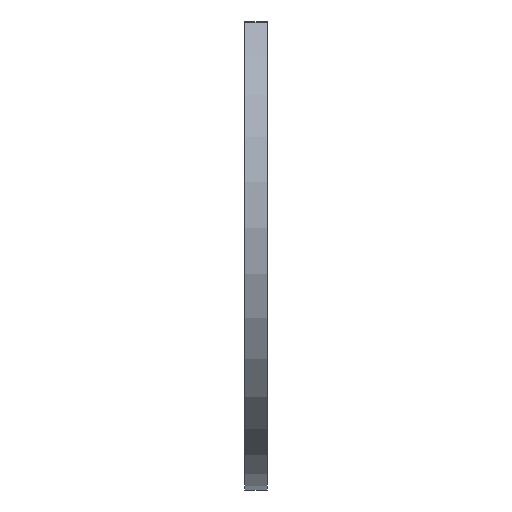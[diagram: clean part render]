
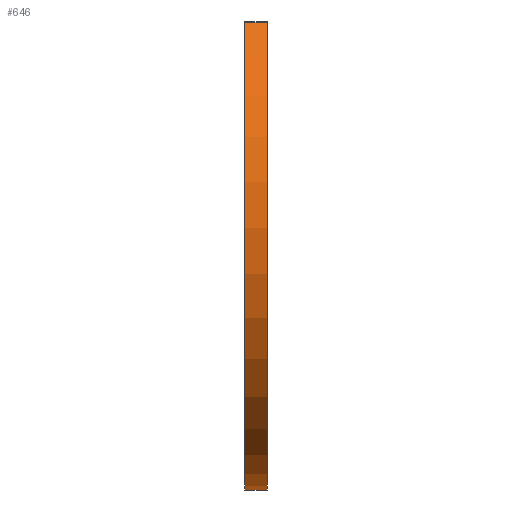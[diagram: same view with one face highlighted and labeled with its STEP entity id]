
A CAD part, left-side view. The second image highlights one B-rep face of the part: STEP entity #646.
In plain terms, the highlighted cylindrical face has radius 20 mm (diameter 40 mm), a partial arc.
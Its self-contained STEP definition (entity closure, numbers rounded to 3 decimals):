
#26 = ORIENTED_EDGE ( 'NONE', *, *, #80, .T. ) ;
#31 = EDGE_LOOP ( 'NONE', ( #651, #26, #249, #735 ) ) ;
#33 = DIRECTION ( 'NONE',  ( 0., -1., 0. ) ) ;
#61 = CARTESIAN_POINT ( 'NONE',  ( -13.386, -0.85, 14.86 ) ) ;
#80 = EDGE_CURVE ( 'NONE', #326, #390, #266, .T. ) ;
#93 = VERTEX_POINT ( 'NONE', #673 ) ;
#115 = EDGE_CURVE ( 'NONE', #326, #93, #410, .T. ) ;
#128 = EDGE_CURVE ( 'NONE', #390, #130, #658, .T. ) ;
#130 = VERTEX_POINT ( 'NONE', #61 ) ;
#138 = CARTESIAN_POINT ( 'NONE',  ( 0., -0.85, 0. ) ) ;
#144 = DIRECTION ( 'NONE',  ( 0., 1., 0. ) ) ;
#199 = CARTESIAN_POINT ( 'NONE',  ( -13.386, 0.85, 14.86 ) ) ;
#218 = CARTESIAN_POINT ( 'NONE',  ( 0., 0.85, 0. ) ) ;
#236 = DIRECTION ( 'NONE',  ( 0., 0., -1. ) ) ;
#249 = ORIENTED_EDGE ( 'NONE', *, *, #128, .T. ) ;
#266 = LINE ( 'NONE', #828, #458 ) ;
#277 = DIRECTION ( 'NONE',  ( 0., 0., 1. ) ) ;
#287 = AXIS2_PLACEMENT_3D ( 'NONE', #138, #835, #277 ) ;
#302 = FACE_OUTER_BOUND ( 'NONE', #31, .T. ) ;
#326 = VERTEX_POINT ( 'NONE', #427 ) ;
#390 = VERTEX_POINT ( 'NONE', #657 ) ;
#410 = CIRCLE ( 'NONE', #552, 20. ) ;
#427 = CARTESIAN_POINT ( 'NONE',  ( 13.386, 0.85, 14.86 ) ) ;
#458 = VECTOR ( 'NONE', #542, 1000. ) ;
#471 = LINE ( 'NONE', #199, #697 ) ;
#542 = DIRECTION ( 'NONE',  ( 0., -1., 0. ) ) ;
#552 = AXIS2_PLACEMENT_3D ( 'NONE', #218, #893, #682 ) ;
#569 = CYLINDRICAL_SURFACE ( 'NONE', #768, 20. ) ;
#642 = CARTESIAN_POINT ( 'NONE',  ( 0., 0.85, 0. ) ) ;
#646 = ADVANCED_FACE ( 'NONE', ( #302 ), #569, .T. ) ;
#651 = ORIENTED_EDGE ( 'NONE', *, *, #115, .F. ) ;
#657 = CARTESIAN_POINT ( 'NONE',  ( 13.386, -0.85, 14.86 ) ) ;
#658 = CIRCLE ( 'NONE', #287, 20. ) ;
#673 = CARTESIAN_POINT ( 'NONE',  ( -13.386, 0.85, 14.86 ) ) ;
#682 = DIRECTION ( 'NONE',  ( 0., 0., 1. ) ) ;
#697 = VECTOR ( 'NONE', #144, 1000. ) ;
#735 = ORIENTED_EDGE ( 'NONE', *, *, #791, .T. ) ;
#768 = AXIS2_PLACEMENT_3D ( 'NONE', #642, #33, #236 ) ;
#791 = EDGE_CURVE ( 'NONE', #130, #93, #471, .T. ) ;
#828 = CARTESIAN_POINT ( 'NONE',  ( 13.386, 0.85, 14.86 ) ) ;
#835 = DIRECTION ( 'NONE',  ( 0., 1., 0. ) ) ;
#893 = DIRECTION ( 'NONE',  ( 0., 1., 0. ) ) ;
